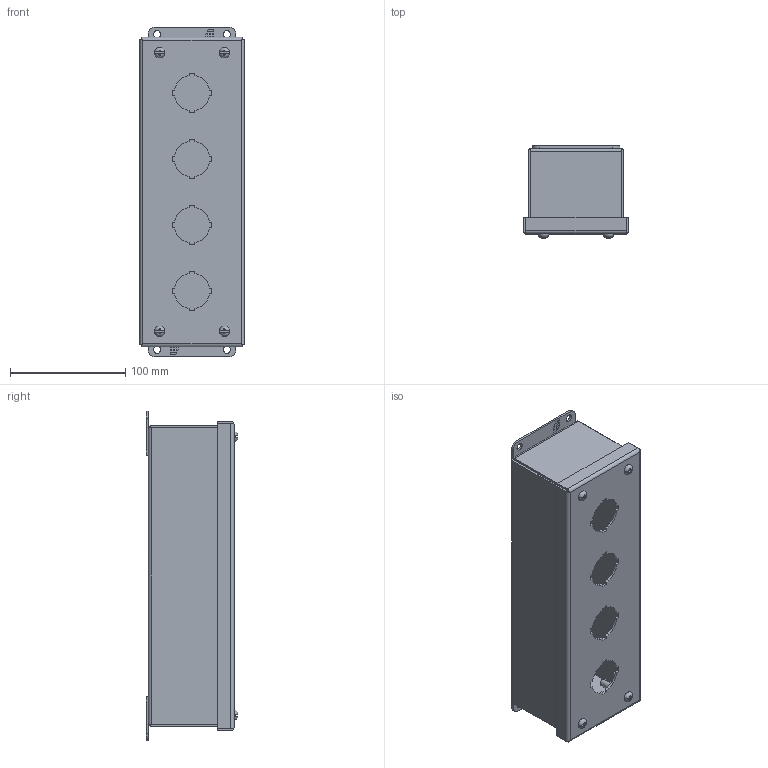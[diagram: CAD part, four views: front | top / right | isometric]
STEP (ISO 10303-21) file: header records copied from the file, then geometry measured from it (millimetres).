
FILE_DESCRIPTION (( 'STEP AP203' ), '1' );
FILE_NAME ('1435D_Default.step', '2019-11-08T15:28:45', ( '' ), ( '' ), 'SwSTEP 2.0', 'SolidWorks 2019', '' );
FILE_SCHEMA (( 'CONFIG_CONTROL_DESIGN' ));
Length unit declared in the file: inch
Products named in the file (1): 1435D_Default
Bounding box: 90.47 x 79.29 x 285.75 mm (x, y, z)
Volume: 240045.3 mm3; surface area: 246323.5 mm2
Topology: 19 solids, 19 shells, 619 faces, 1580 edges, 1023 vertices
Faces by surface type: plane 407, cylinder 156, cone 24, bspline 24, torus 8
Entity records: 19701 total; most frequent: CARTESIAN_POINT 4653, ORIENTED_EDGE 3156, DIRECTION 3000, EDGE_CURVE 1578, VECTOR 1060, LINE 1060, VERTEX_POINT 1023, AXIS2_PLACEMENT_3D 970
